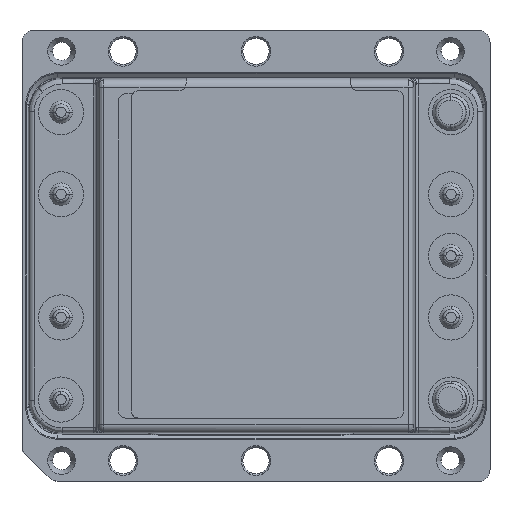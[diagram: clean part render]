
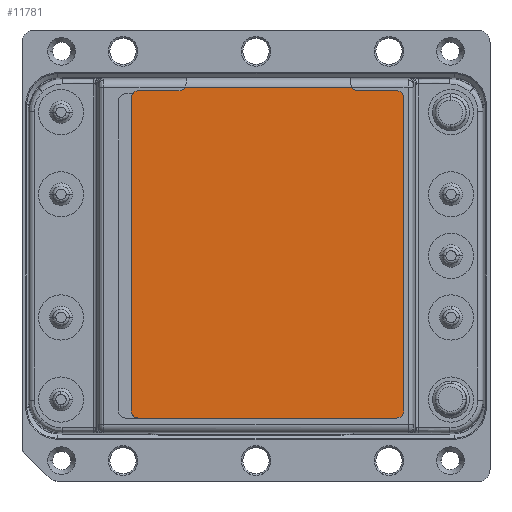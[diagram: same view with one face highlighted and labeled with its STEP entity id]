
A CAD part, top view. The second image highlights one B-rep face of the part: STEP entity #11781.
In plain terms, the highlighted planar face has unit normal (0, 0, 1).
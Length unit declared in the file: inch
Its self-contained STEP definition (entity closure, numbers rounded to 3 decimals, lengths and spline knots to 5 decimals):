
#708 = CIRCLE ( 'NONE', #723, 0.03511 ) ;
#719 = CIRCLE ( 'NONE', #738, 0.0351 ) ;
#721 = CIRCLE ( 'NONE', #734, 0.0351 ) ;
#723 = AXIS2_PLACEMENT_3D ( 'NONE', #10817, #10818, #10819 ) ;
#724 = CIRCLE ( 'NONE', #729, 0.0351 ) ;
#727 = VECTOR ( 'NONE', #10825, 39.37008 ) ;
#729 = AXIS2_PLACEMENT_3D ( 'NONE', #10828, #10829, #10830 ) ;
#731 = VECTOR ( 'NONE', #10834, 39.37008 ) ;
#732 = CIRCLE ( 'NONE', #746, 0.03511 ) ;
#734 = AXIS2_PLACEMENT_3D ( 'NONE', #10837, #10838, #10839 ) ;
#736 = CIRCLE ( 'NONE', #741, 0.03511 ) ;
#737 = VECTOR ( 'NONE', #10843, 39.37008 ) ;
#738 = AXIS2_PLACEMENT_3D ( 'NONE', #10844, #10845, #10846 ) ;
#741 = AXIS2_PLACEMENT_3D ( 'NONE', #10853, #10854, #10855 ) ;
#743 = VECTOR ( 'NONE', #10859, 39.37008 ) ;
#746 = AXIS2_PLACEMENT_3D ( 'NONE', #10862, #10863, #10864 ) ;
#747 = VECTOR ( 'NONE', #10866, 39.37008 ) ;
#748 = VECTOR ( 'NONE', #10868, 39.37008 ) ;
#4729 = VERTEX_POINT ( 'NONE', #12789 ) ;
#4730 = VERTEX_POINT ( 'NONE', #12790 ) ;
#4731 = VERTEX_POINT ( 'NONE', #12791 ) ;
#4733 = VERTEX_POINT ( 'NONE', #12793 ) ;
#4735 = VERTEX_POINT ( 'NONE', #12795 ) ;
#4746 = VERTEX_POINT ( 'NONE', #12796 ) ;
#4747 = VERTEX_POINT ( 'NONE', #12797 ) ;
#4750 = VERTEX_POINT ( 'NONE', #12800 ) ;
#4854 = VERTEX_POINT ( 'NONE', #12851 ) ;
#5607 = LINE ( 'NONE', #10824, #727 ) ;
#5610 = LINE ( 'NONE', #10833, #731 ) ;
#5613 = LINE ( 'NONE', #10842, #737 ) ;
#5616 = LINE ( 'NONE', #10858, #743 ) ;
#5618 = LINE ( 'NONE', #10865, #747 ) ;
#5619 = LINE ( 'NONE', #10867, #748 ) ;
#6974 = ORIENTED_EDGE ( 'NONE', *, *, #8058, .T. ) ;
#6976 = ORIENTED_EDGE ( 'NONE', *, *, #8066, .F. ) ;
#6979 = ORIENTED_EDGE ( 'NONE', *, *, #8061, .T. ) ;
#6981 = ORIENTED_EDGE ( 'NONE', *, *, #8054, .T. ) ;
#6983 = ORIENTED_EDGE ( 'NONE', *, *, #8064, .T. ) ;
#6985 = ORIENTED_EDGE ( 'NONE', *, *, #8014, .T. ) ;
#6987 = ORIENTED_EDGE ( 'NONE', *, *, #8022, .T. ) ;
#6989 = ORIENTED_EDGE ( 'NONE', *, *, #8027, .T. ) ;
#6992 = ORIENTED_EDGE ( 'NONE', *, *, #8032, .T. ) ;
#6994 = ORIENTED_EDGE ( 'NONE', *, *, #8037, .T. ) ;
#6996 = ORIENTED_EDGE ( 'NONE', *, *, #8042, .T. ) ;
#6998 = ORIENTED_EDGE ( 'NONE', *, *, #8044, .T. ) ;
#8014 = EDGE_CURVE ( 'NONE', #4750, #4735, #708, .T. ) ;
#8022 = EDGE_CURVE ( 'NONE', #4735, #4747, #5607, .T. ) ;
#8027 = EDGE_CURVE ( 'NONE', #4747, #4746, #724, .T. ) ;
#8032 = EDGE_CURVE ( 'NONE', #4746, #4733, #5610, .T. ) ;
#8037 = EDGE_CURVE ( 'NONE', #4733, #4731, #721, .T. ) ;
#8042 = EDGE_CURVE ( 'NONE', #4731, #4730, #5613, .T. ) ;
#8044 = EDGE_CURVE ( 'NONE', #4730, #4729, #719, .T. ) ;
#8054 = EDGE_CURVE ( 'NONE', #4854, #15227, #736, .T. ) ;
#8058 = EDGE_CURVE ( 'NONE', #15227, #15226, #5616, .T. ) ;
#8061 = EDGE_CURVE ( 'NONE', #15226, #15225, #732, .T. ) ;
#8064 = EDGE_CURVE ( 'NONE', #15225, #4750, #5618, .T. ) ;
#8066 = EDGE_CURVE ( 'NONE', #4854, #4729, #5619, .T. ) ;
#9230 = EDGE_LOOP ( 'NONE', ( #6976, #6981, #6974, #6979, #6983, #6985, #6987, #6989, #6992, #6994, #6996, #6998 ) ) ;
#10817 = CARTESIAN_POINT ( 'NONE',  ( 0.56592, -0.80242, 0.50997 ) ) ;
#10818 = DIRECTION ( 'NONE',  ( 0., 0., 1. ) ) ;
#10819 = DIRECTION ( 'NONE',  ( 1., 0., 0. ) ) ;
#10824 = CARTESIAN_POINT ( 'NONE',  ( 1.82669, -0.83752, 0.50997 ) ) ;
#10825 = DIRECTION ( 'NONE',  ( 1., 0., 0. ) ) ;
#10828 = CARTESIAN_POINT ( 'NONE',  ( 1.82669, -0.80242, 0.50997 ) ) ;
#10829 = DIRECTION ( 'NONE',  ( 0., 0., 1. ) ) ;
#10830 = DIRECTION ( 'NONE',  ( 1., 0., 0. ) ) ;
#10833 = CARTESIAN_POINT ( 'NONE',  ( 1.8618, 0.72716, 0.50997 ) ) ;
#10834 = DIRECTION ( 'NONE',  ( 0., 1., 0. ) ) ;
#10837 = CARTESIAN_POINT ( 'NONE',  ( 1.82669, 0.72716, 0.50997 ) ) ;
#10838 = DIRECTION ( 'NONE',  ( 0., 0., 1. ) ) ;
#10839 = DIRECTION ( 'NONE',  ( 1., 0., 0. ) ) ;
#10842 = CARTESIAN_POINT ( 'NONE',  ( 1.82669, 0.76226, 0.50997 ) ) ;
#10843 = DIRECTION ( 'NONE',  ( -1., 0., 0. ) ) ;
#10844 = CARTESIAN_POINT ( 'NONE',  ( 1.63612, 0.79737, 0.50997 ) ) ;
#10845 = DIRECTION ( 'NONE',  ( 0., 0., -1. ) ) ;
#10846 = DIRECTION ( 'NONE',  ( -1., 0., 0. ) ) ;
#10853 = CARTESIAN_POINT ( 'NONE',  ( 0.76351, 0.79737, 0.50997 ) ) ;
#10854 = DIRECTION ( 'NONE',  ( 0., 0., -1. ) ) ;
#10855 = DIRECTION ( 'NONE',  ( 1., 0., 0. ) ) ;
#10858 = CARTESIAN_POINT ( 'NONE',  ( 0.76351, 0.76226, 0.50997 ) ) ;
#10859 = DIRECTION ( 'NONE',  ( -1., 0., 0. ) ) ;
#10862 = CARTESIAN_POINT ( 'NONE',  ( 0.56592, 0.72716, 0.50997 ) ) ;
#10863 = DIRECTION ( 'NONE',  ( 0., 0., 1. ) ) ;
#10864 = DIRECTION ( 'NONE',  ( -1., 0., 0. ) ) ;
#10865 = CARTESIAN_POINT ( 'NONE',  ( 0.53081, 0.72716, 0.50997 ) ) ;
#10866 = DIRECTION ( 'NONE',  ( 0., -1., 0. ) ) ;
#10867 = CARTESIAN_POINT ( 'NONE',  ( 0.56592, 0.77893, 0.50997 ) ) ;
#10868 = DIRECTION ( 'NONE',  ( 1., 0., 0. ) ) ;
#11781 = ADVANCED_FACE ( 'NONE', ( #17311 ), #17597, .T. ) ;
#12789 = CARTESIAN_POINT ( 'NONE',  ( 1.60625, 0.77893, 0.50997 ) ) ;
#12790 = CARTESIAN_POINT ( 'NONE',  ( 1.63612, 0.76226, 0.50997 ) ) ;
#12791 = CARTESIAN_POINT ( 'NONE',  ( 1.82669, 0.76226, 0.50997 ) ) ;
#12793 = CARTESIAN_POINT ( 'NONE',  ( 1.8618, 0.72716, 0.50997 ) ) ;
#12795 = CARTESIAN_POINT ( 'NONE',  ( 0.56592, -0.83752, 0.50997 ) ) ;
#12796 = CARTESIAN_POINT ( 'NONE',  ( 1.8618, -0.80242, 0.50997 ) ) ;
#12797 = CARTESIAN_POINT ( 'NONE',  ( 1.82669, -0.83752, 0.50997 ) ) ;
#12800 = CARTESIAN_POINT ( 'NONE',  ( 0.53081, -0.80242, 0.50997 ) ) ;
#12851 = CARTESIAN_POINT ( 'NONE',  ( 0.79339, 0.77893, 0.50997 ) ) ;
#15225 = VERTEX_POINT ( 'NONE', #21887 ) ;
#15226 = VERTEX_POINT ( 'NONE', #21888 ) ;
#15227 = VERTEX_POINT ( 'NONE', #21889 ) ;
#15638 = AXIS2_PLACEMENT_3D ( 'NONE', #17598, #17599, #17600 ) ;
#17311 = FACE_OUTER_BOUND ( 'NONE', #9230, .T. ) ;
#17597 = PLANE ( 'NONE',  #15638 ) ;
#17598 = CARTESIAN_POINT ( 'NONE',  ( 0.56592, 0.72716, 0.50997 ) ) ;
#17599 = DIRECTION ( 'NONE',  ( 0., 0., 1. ) ) ;
#17600 = DIRECTION ( 'NONE',  ( -1., 0., 0. ) ) ;
#21887 = CARTESIAN_POINT ( 'NONE',  ( 0.53081, 0.72716, 0.50997 ) ) ;
#21888 = CARTESIAN_POINT ( 'NONE',  ( 0.56592, 0.76226, 0.50997 ) ) ;
#21889 = CARTESIAN_POINT ( 'NONE',  ( 0.76351, 0.76226, 0.50997 ) ) ;
